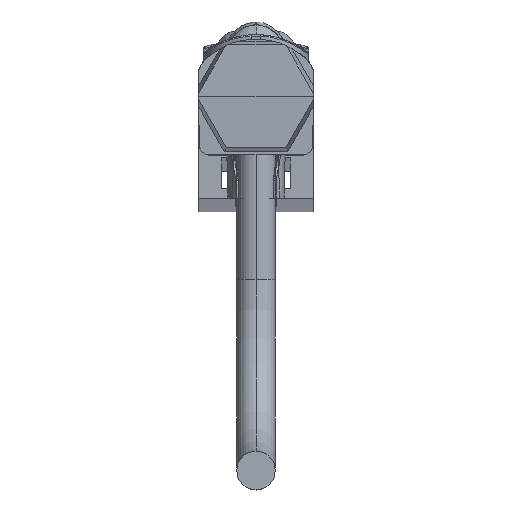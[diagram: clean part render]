
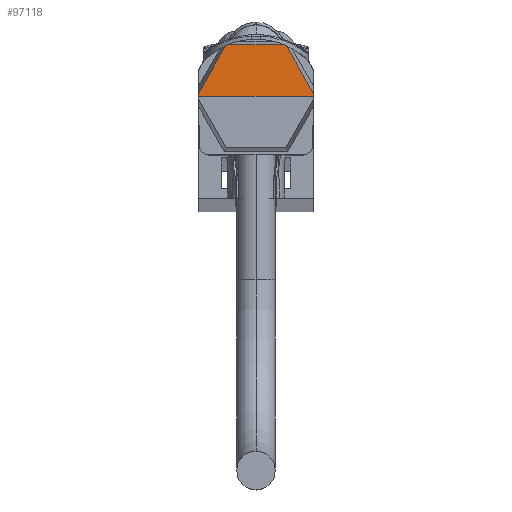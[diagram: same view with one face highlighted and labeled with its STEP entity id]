
A CAD part, top view. The second image highlights one B-rep face of the part: STEP entity #97118.
In plain terms, the highlighted planar face has unit normal (0, 0.018, 1).
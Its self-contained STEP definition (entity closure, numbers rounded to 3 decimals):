
#38921=CARTESIAN_POINT('',(3.161,7.618,420.658));
#38954=CARTESIAN_POINT('',(2.928,7.722,420.656));
#38955=CARTESIAN_POINT('',(3.006,7.689,420.657));
#38956=CARTESIAN_POINT('',(3.084,7.654,420.657));
#38957=CARTESIAN_POINT('',(3.161,7.618,420.658));
#38959=DIRECTION('',(-0.497,0.868,-0.015));
#38960=VECTOR('',#38959,5.7);
#38961=CARTESIAN_POINT('',(5.994,2.673,420.744));
#38962=LINE('',#38961,#38960);
#38963=DIRECTION('',(-0.017,1.,-0.017));
#38964=VECTOR('',#38963,0.323);
#38965=CARTESIAN_POINT('',(6.,2.35,420.75));
#38966=LINE('',#38965,#38964);
#38967=DIRECTION('',(1.,0.,0.));
#38968=VECTOR('',#38967,12.);
#38969=CARTESIAN_POINT('',(-6.,2.35,420.75));
#38970=LINE('',#38969,#38968);
#38971=DIRECTION('',(0.017,1.,-0.017));
#38972=VECTOR('',#38971,0.323);
#38973=CARTESIAN_POINT('',(-6.,2.35,420.75));
#38974=LINE('',#38973,#38972);
#38975=DIRECTION('',(-0.497,-0.868,0.015));
#38976=VECTOR('',#38975,5.7);
#38977=CARTESIAN_POINT('',(-3.161,7.618,
420.658));
#38978=LINE('',#38977,#38976);
#38979=CARTESIAN_POINT('',(-3.161,7.618,
420.658));
#38980=CARTESIAN_POINT('',(-3.084,7.654,
420.657));
#38981=CARTESIAN_POINT('',(-3.006,7.689,
420.657));
#38982=CARTESIAN_POINT('',(-2.927,7.722,
420.656));
#38984=DIRECTION('',(-1.,0.,0.));
#38985=VECTOR('',#38984,5.855);
#38986=CARTESIAN_POINT('',(2.928,7.722,420.656));
#38987=LINE('',#38986,#38985);
#40754=CARTESIAN_POINT('',(2.928,7.722,420.656));
#40760=CARTESIAN_POINT('',(-2.927,7.722,
420.656));
#40770=CARTESIAN_POINT('',(-3.161,7.618,
420.658));
#43997=CARTESIAN_POINT('',(-6.,2.35,420.75));
#43998=VERTEX_POINT('',#43997);
#43999=CARTESIAN_POINT('',(6.,2.35,420.75));
#44000=VERTEX_POINT('',#43999);
#44009=VERTEX_POINT('',#38921);
#44012=CARTESIAN_POINT('',(5.994,2.673,420.744));
#44014=VERTEX_POINT('',#44012);
#44015=VERTEX_POINT('',#40770);
#44018=CARTESIAN_POINT('',(-5.994,2.673,
420.744));
#44020=VERTEX_POINT('',#44018);
#44025=VERTEX_POINT('',#40754);
#44027=VERTEX_POINT('',#40760);
#97098=CARTESIAN_POINT('',(-6.64,2.35,420.75));
#97099=DIRECTION('',(0.,0.017,1.));
#97100=DIRECTION('',(1.,0.,0.));
#97101=AXIS2_PLACEMENT_3D('',#97098,#97099,#97100);
#97102=PLANE('',#97101);
#97103=ORIENTED_EDGE('',*,*,#97059,.T.);
#97104=ORIENTED_EDGE('',*,*,#97046,.F.);
#97105=ORIENTED_EDGE('',*,*,#97031,.F.);
#97107=ORIENTED_EDGE('',*,*,#97106,.F.);
#97109=ORIENTED_EDGE('',*,*,#97108,.T.);
#97111=ORIENTED_EDGE('',*,*,#97110,.F.);
#97113=ORIENTED_EDGE('',*,*,#97112,.T.);
#97115=ORIENTED_EDGE('',*,*,#97114,.F.);
#97116=EDGE_LOOP('',(#97103,#97104,#97105,#97107,#97109,#97111,#97113,#97115));
#97117=FACE_OUTER_BOUND('',#97116,.F.);
#97118=ADVANCED_FACE('',(#97117),#97102,.T.);
#38958=B_SPLINE_CURVE_WITH_KNOTS('',3,(#38954,#38955,#38956,#38957),
.UNSPECIFIED.,.F.,.F.,(4,4),(0.,1.),.UNSPECIFIED.);
#38983=B_SPLINE_CURVE_WITH_KNOTS('',3,(#38979,#38980,#38981,#38982),
.UNSPECIFIED.,.F.,.F.,(4,4),(0.,1.),.UNSPECIFIED.);
#97031=EDGE_CURVE('',#44000,#44014,#38966,.T.);
#97046=EDGE_CURVE('',#44014,#44009,#38962,.T.);
#97059=EDGE_CURVE('',#44025,#44009,#38958,.T.);
#97106=EDGE_CURVE('',#43998,#44000,#38970,.T.);
#97108=EDGE_CURVE('',#43998,#44020,#38974,.T.);
#97110=EDGE_CURVE('',#44015,#44020,#38978,.T.);
#97112=EDGE_CURVE('',#44015,#44027,#38983,.T.);
#97114=EDGE_CURVE('',#44025,#44027,#38987,.T.);
